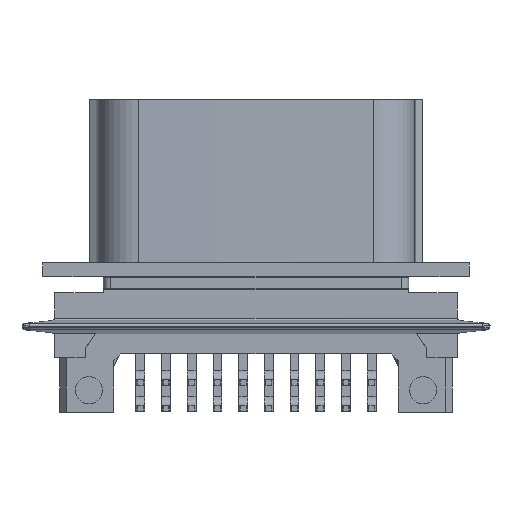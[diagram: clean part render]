
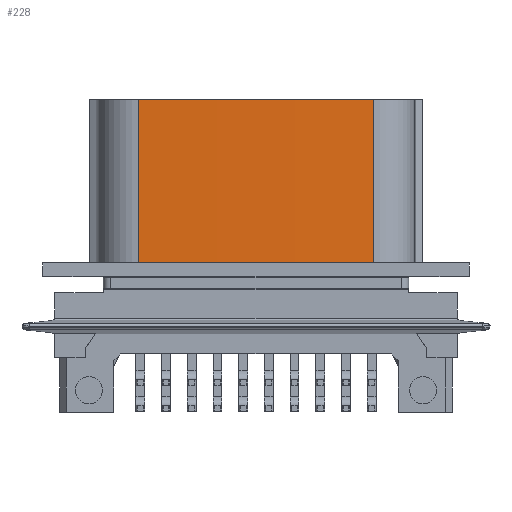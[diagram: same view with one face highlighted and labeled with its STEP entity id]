
A CAD part, front view. The second image highlights one B-rep face of the part: STEP entity #228.
In plain terms, the highlighted cylindrical face has radius 642.873 mm (diameter 1285.75 mm), a partial arc.
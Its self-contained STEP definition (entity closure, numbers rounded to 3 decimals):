
#228=ADVANCED_FACE('',(#1008),#1009,.T.);
#1008=FACE_OUTER_BOUND('',#3031,.T.);
#1009=CYLINDRICAL_SURFACE('',#3032,642.873);
#3031=EDGE_LOOP('',(#5165,#5166,#5167,#5168));
#3032=AXIS2_PLACEMENT_3D('',#5169,#5170,#5171);
#5165=ORIENTED_EDGE('',*,*,#9307,.F.);
#5166=ORIENTED_EDGE('',*,*,#9268,.F.);
#5167=ORIENTED_EDGE('',*,*,#9308,.T.);
#5168=ORIENTED_EDGE('',*,*,#9250,.F.);
#5169=CARTESIAN_POINT('',(17.989,645.383,11.335));
#5170=DIRECTION('',(-0.0,0.0,-1.0));
#5171=DIRECTION('',(-1.0,0.0,0.0));
#9250=EDGE_CURVE('',#11230,#11232,#11233,.T.);
#9268=EDGE_CURVE('',#11259,#11261,#11262,.T.);
#9307=EDGE_CURVE('',#11261,#11230,#11326,.T.);
#9308=EDGE_CURVE('',#11259,#11232,#11327,.T.);
#11230=VERTEX_POINT('',#14427);
#11232=VERTEX_POINT('',#14429);
#11233=CIRCLE('',#14430,642.873);
#11259=VERTEX_POINT('',#14467);
#11261=VERTEX_POINT('',#14469);
#11262=CIRCLE('',#14470,642.873);
#11326=LINE('',#14570,#14571);
#11327=LINE('',#14572,#14573);
#14427=CARTESIAN_POINT('',(33.949,2.708,11.675));
#14429=CARTESIAN_POINT('',(2.028,2.708,11.675));
#14430=AXIS2_PLACEMENT_3D('',#17686,#17687,#17688);
#14467=CARTESIAN_POINT('',(2.028,2.708,33.885));
#14469=CARTESIAN_POINT('',(33.949,2.708,33.885));
#14470=AXIS2_PLACEMENT_3D('',#17718,#17719,#17720);
#14570=CARTESIAN_POINT('',(33.949,2.708,33.885));
#14571=VECTOR('',#17786,22.21);
#14572=CARTESIAN_POINT('',(2.028,2.708,33.885));
#14573=VECTOR('',#17787,22.21);
#17686=CARTESIAN_POINT('',(17.989,645.383,11.675));
#17687=DIRECTION('',(0.0,0.0,-1.0));
#17688=DIRECTION('',(0.025,-1.,0.0));
#17718=CARTESIAN_POINT('',(17.989,645.383,33.885));
#17719=DIRECTION('',(0.0,0.0,1.0));
#17720=DIRECTION('',(-0.025,-1.,0.0));
#17786=DIRECTION('',(0.0,0.0,-1.0));
#17787=DIRECTION('',(0.0,0.0,-1.0));
